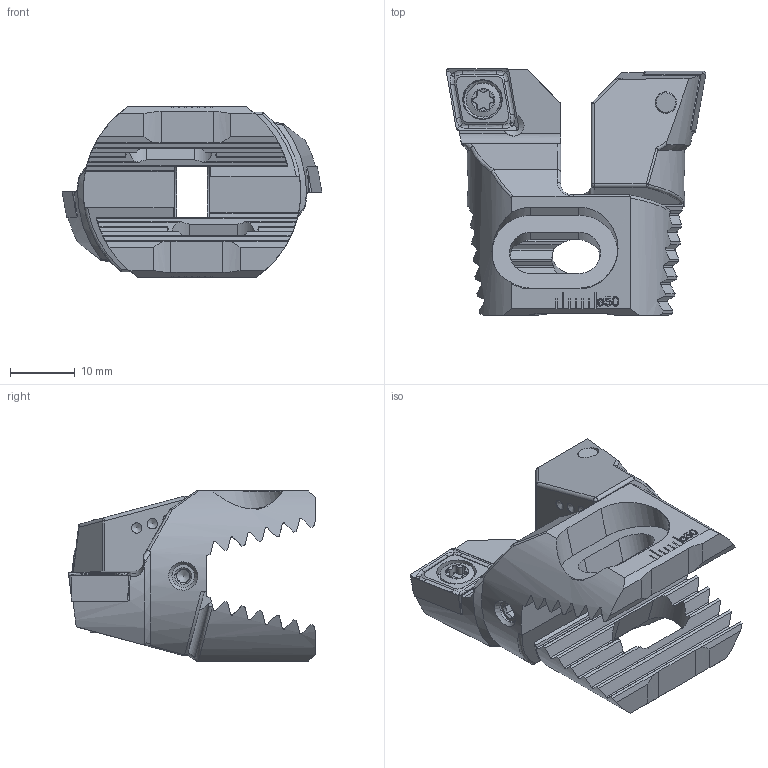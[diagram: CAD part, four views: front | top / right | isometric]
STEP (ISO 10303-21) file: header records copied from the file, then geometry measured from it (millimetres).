
FILE_DESCRIPTION (( 'STEP AP214' ), '1' );
FILE_NAME ('Z32.WCB.B13.021.STEP', '2020-08-14T11:50:52', ( '' ), ( '' ), 'SwSTEP 2.0', 'SolidWorks 2017', '' );
FILE_SCHEMA (( 'AUTOMOTIVE_DESIGN' ));
Length unit declared in the file: millimetre
Products named in the file (6): CCMT09T304; Z32-ER3.001.013_A; ZC3-xxx.001.021_A_versetzt; ZC3-xxx.001.021_A; WCB-ER2.001.009_A; Z32.WCB.B13.021
Assembly tree (8 placements, depth 2):
  Z32.WCB.B13.021
    WCB-ER2.001.009_A  x2
    CCMT09T304  x2
    ZC3-xxx.001.021_A_versetzt
    ZC3-xxx.001.021_A
    Z32-ER3.001.013_A  x2
Bounding box: 40 x 38 x 26.2 mm (x, y, z)
Volume: 11841.8 mm3; surface area: 8242.3 mm2
Topology: 8 solids, 8 shells, 580 faces, 1532 edges, 966 vertices
Faces by surface type: plane 298, cylinder 104, bspline 102, cone 60, sphere 10, torus 6
Full cylindrical faces by diameter (mm): 1.6 x4, 2 x2, 3.3 x4, 3.5 x2, 4 x4, 4.4 x2, 5.25 x2, 6.1 x2
Entity records: 19209 total; most frequent: CARTESIAN_POINT 8264, ORIENTED_EDGE 2512, DIRECTION 1743, EDGE_CURVE 1256, VERTEX_POINT 824, VECTOR 649, LINE 649, EDGE_LOOP 550
